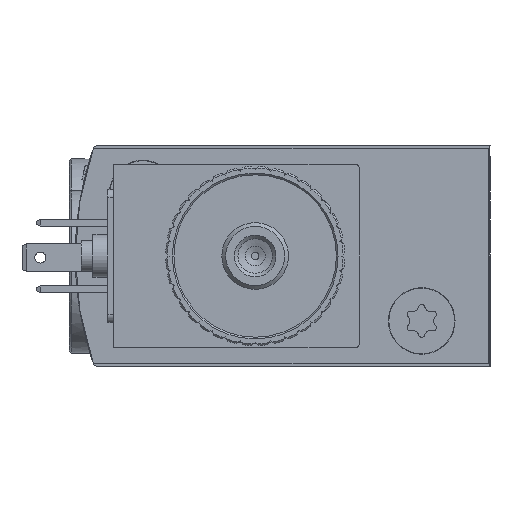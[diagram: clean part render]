
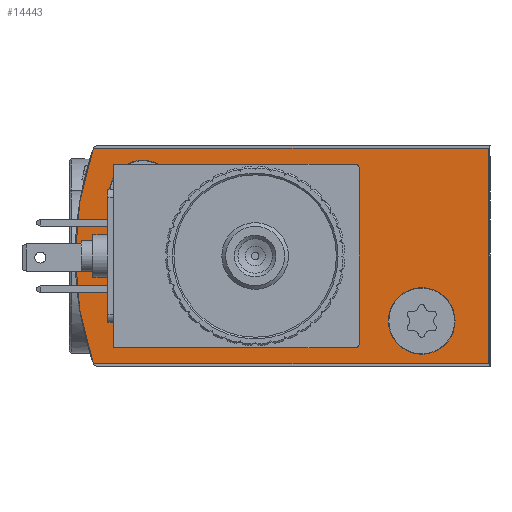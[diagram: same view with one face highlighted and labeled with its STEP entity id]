
A CAD part, left-side view. The second image highlights one B-rep face of the part: STEP entity #14443.
In plain terms, the highlighted planar face has unit normal (-1, 0, 0).
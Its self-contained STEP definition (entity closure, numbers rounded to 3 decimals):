
#1165=LINE('',#24784,#2433);
#1168=LINE('',#24790,#2436);
#1179=LINE('',#24839,#2447);
#2433=VECTOR('',#20295,1000.);
#2436=VECTOR('',#20300,1000.);
#2447=VECTOR('',#20347,1000.);
#4849=ORIENTED_EDGE('',*,*,#8148,.F.);
#4850=ORIENTED_EDGE('',*,*,#8149,.T.);
#4851=ORIENTED_EDGE('',*,*,#8150,.T.);
#4852=ORIENTED_EDGE('',*,*,#8107,.F.);
#4853=ORIENTED_EDGE('',*,*,#8041,.F.);
#4854=ORIENTED_EDGE('',*,*,#8144,.F.);
#4855=ORIENTED_EDGE('',*,*,#8141,.F.);
#4856=ORIENTED_EDGE('',*,*,#8113,.F.);
#4857=ORIENTED_EDGE('',*,*,#8110,.F.);
#8041=EDGE_CURVE('',#9862,#9863,#10963,.T.);
#8107=EDGE_CURVE('',#9863,#9922,#11000,.T.);
#8110=EDGE_CURVE('',#9922,#9924,#1165,.T.);
#8113=EDGE_CURVE('',#9924,#9926,#1168,.T.);
#8141=EDGE_CURVE('',#9926,#9946,#1179,.T.);
#8144=EDGE_CURVE('',#9946,#9862,#11019,.T.);
#8148=EDGE_CURVE('',#9950,#9950,#11023,.F.);
#8149=EDGE_CURVE('',#9951,#9951,#11024,.T.);
#8150=EDGE_CURVE('',#9952,#9952,#11025,.T.);
#9862=VERTEX_POINT('',#24641);
#9863=VERTEX_POINT('',#24642);
#9922=VERTEX_POINT('',#24779);
#9924=VERTEX_POINT('',#24785);
#9926=VERTEX_POINT('',#24791);
#9946=VERTEX_POINT('',#24840);
#9950=VERTEX_POINT('',#24854);
#9951=VERTEX_POINT('',#24856);
#9952=VERTEX_POINT('',#24858);
#10963=CIRCLE('',#17482,39.5);
#11000=CIRCLE('',#17531,0.2);
#11019=CIRCLE('',#17554,0.2);
#11023=CIRCLE('',#17560,5.);
#11024=CIRCLE('',#17561,4.);
#11025=CIRCLE('',#17562,4.);
#11847=EDGE_LOOP('',(#4849));
#11848=EDGE_LOOP('',(#4850));
#11849=EDGE_LOOP('',(#4851));
#11850=EDGE_LOOP('',(#4852,#4853,#4854,#4855,#4856,#4857));
#12960=FACE_BOUND('',#11847,.T.);
#12961=FACE_BOUND('',#11848,.T.);
#12962=FACE_BOUND('',#11849,.T.);
#12963=FACE_BOUND('',#11850,.T.);
#13840=PLANE('',#17559);
#14443=ADVANCED_FACE('',(#12960,#12961,#12962,#12963),#13840,.F.);
#17482=AXIS2_PLACEMENT_3D('',#24640,#20161,#20162);
#17531=AXIS2_PLACEMENT_3D('',#24778,#20288,#20289);
#17554=AXIS2_PLACEMENT_3D('',#24845,#20352,#20353);
#17559=AXIS2_PLACEMENT_3D('',#24852,#20362,#20363);
#17560=AXIS2_PLACEMENT_3D('',#24853,#20364,#20365);
#17561=AXIS2_PLACEMENT_3D('',#24855,#20366,#20367);
#17562=AXIS2_PLACEMENT_3D('',#24857,#20368,#20369);
#20161=DIRECTION('',(1.,0.,0.));
#20162=DIRECTION('',(0.,0.,-1.));
#20288=DIRECTION('',(1.,0.,0.));
#20289=DIRECTION('',(0.,0.,-1.));
#20295=DIRECTION('',(0.,-1.,0.));
#20300=DIRECTION('',(0.,0.,-1.));
#20347=DIRECTION('',(0.,1.,0.));
#20352=DIRECTION('',(1.,0.,0.));
#20353=DIRECTION('',(0.,0.,-1.));
#20362=DIRECTION('',(1.,0.,0.));
#20363=DIRECTION('',(0.,0.,-1.));
#20364=DIRECTION('',(1.,0.,0.));
#20365=DIRECTION('',(0.,0.,-1.));
#20366=DIRECTION('',(1.,0.,0.));
#20367=DIRECTION('',(0.,0.,-1.));
#20368=DIRECTION('',(1.,0.,0.));
#20369=DIRECTION('',(0.,0.,-1.));
#24640=CARTESIAN_POINT('',(0.,10.3,0.));
#24641=CARTESIAN_POINT('',(0.,47.663,-12.815));
#24642=CARTESIAN_POINT('',(0.,47.663,12.815));
#24778=CARTESIAN_POINT('',(0.,47.474,12.75));
#24779=CARTESIAN_POINT('',(0.,47.474,12.95));
#24784=CARTESIAN_POINT('',(0.,47.474,12.95));
#24785=CARTESIAN_POINT('',(0.,0.2,12.95));
#24790=CARTESIAN_POINT('',(0.,0.2,12.95));
#24791=CARTESIAN_POINT('',(0.,0.2,-12.95));
#24839=CARTESIAN_POINT('',(0.,0.2,-12.95));
#24840=CARTESIAN_POINT('',(0.,47.474,-12.95));
#24845=CARTESIAN_POINT('',(0.,47.474,-12.75));
#24852=CARTESIAN_POINT('',(0.,47.474,12.75));
#24853=CARTESIAN_POINT('',(0.,28.2,0.));
#24854=CARTESIAN_POINT('',(0.,28.2,-5.));
#24855=CARTESIAN_POINT('',(0.,41.7,7.5));
#24856=CARTESIAN_POINT('',(0.,41.7,3.5));
#24857=CARTESIAN_POINT('',(0.,8.2,-7.8));
#24858=CARTESIAN_POINT('',(0.,8.2,-11.8));
